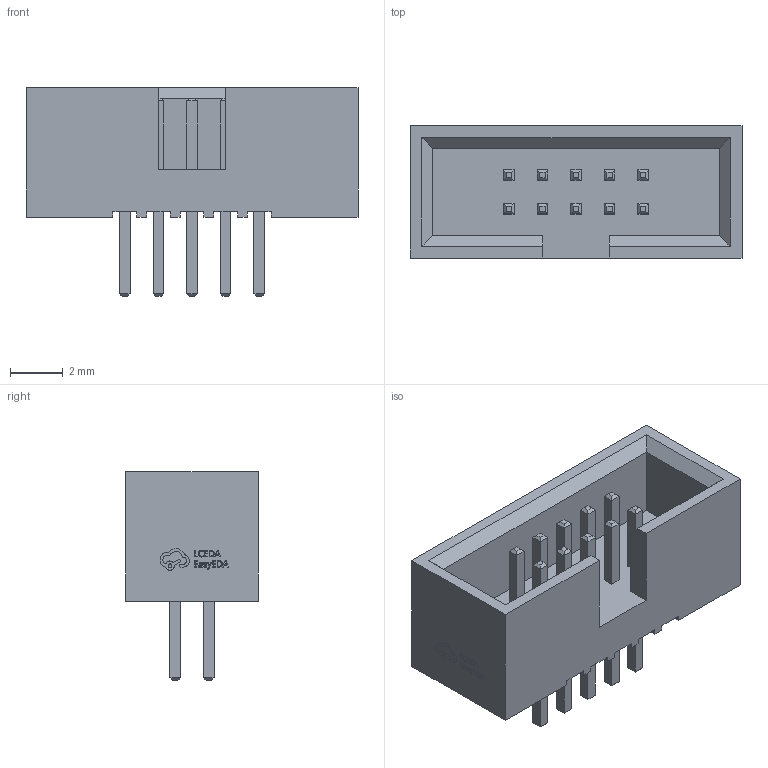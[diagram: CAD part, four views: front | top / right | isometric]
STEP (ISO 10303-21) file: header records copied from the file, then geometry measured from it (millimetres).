
FILE_DESCRIPTION (( 'STEP AP214' ), '1' );
FILE_NAME ('CONN-TH_3130-10SG0BK00T1.step', '2022-08-03T16:34:05', ( '' ), ( '' ), 'SwSTEP 2.0', 'SolidWorks 2020', '' );
FILE_SCHEMA (( 'AUTOMOTIVE_DESIGN' ));
Length unit declared in the file: millimetre
Products named in the file (1): CONN-TH_3130-10SG0BK00T1
Bounding box: 12.55 x 5 x 7.9 mm (x, y, z)
Volume: 192.5 mm3; surface area: 471.7 mm2
Topology: 14 solids, 14 shells, 510 faces, 1281 edges, 826 vertices
Faces by surface type: plane 396, bspline 114
Entity records: 21516 total; most frequent: CARTESIAN_POINT 4980, ORIENTED_EDGE 2562, DIRECTION 1843, EDGE_CURVE 1281, LINE 1049, VECTOR 1049, VERTEX_POINT 826, EDGE_LOOP 549
